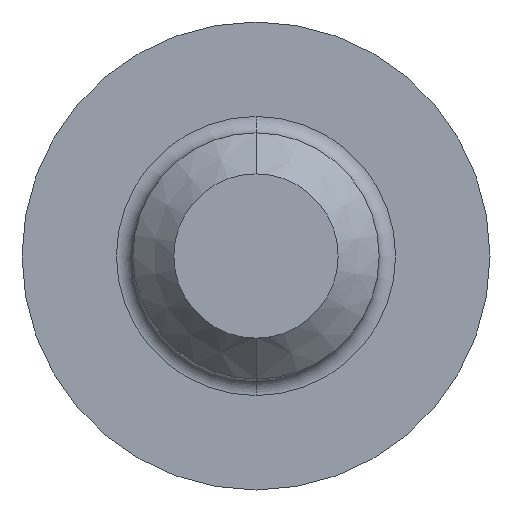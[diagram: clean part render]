
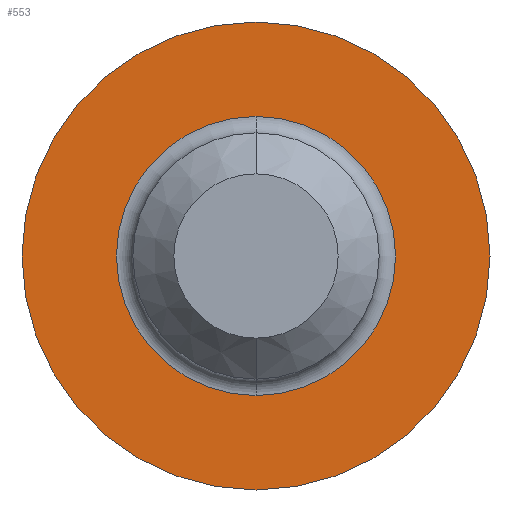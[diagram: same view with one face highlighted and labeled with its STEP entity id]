
A CAD part, front view. The second image highlights one B-rep face of the part: STEP entity #553.
In plain terms, the highlighted planar face has unit normal (0, -1, 0).
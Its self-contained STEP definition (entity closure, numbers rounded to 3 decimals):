
#59 = DIRECTION ( 'NONE',  ( 0., -1., 0. ) ) ;
#92 = FACE_OUTER_BOUND ( 'NONE', #294, .T. ) ;
#93 = FACE_BOUND ( 'NONE', #221, .T. ) ;
#99 = CARTESIAN_POINT ( 'NONE',  ( 0., 0., 0. ) ) ;
#108 = DIRECTION ( 'NONE',  ( 0., 0., -1. ) ) ;
#113 = CIRCLE ( 'NONE', #220, 1.7 ) ;
#124 = CIRCLE ( 'NONE', #302, 1.7 ) ;
#163 = AXIS2_PLACEMENT_3D ( 'NONE', #561, #569, #570 ) ;
#208 = DIRECTION ( 'NONE',  ( 0., 0., -1. ) ) ;
#215 = ORIENTED_EDGE ( 'NONE', *, *, #229, .T. ) ;
#216 = EDGE_CURVE ( 'NONE', #460, #562, #124, .T. ) ;
#217 = VERTEX_POINT ( 'NONE', #330 ) ;
#220 = AXIS2_PLACEMENT_3D ( 'NONE', #604, #605, #607 ) ;
#221 = EDGE_LOOP ( 'NONE', ( #299, #588 ) ) ;
#229 = EDGE_CURVE ( 'NONE', #217, #403, #496, .T. ) ;
#294 = EDGE_LOOP ( 'NONE', ( #215, #296 ) ) ;
#295 = CARTESIAN_POINT ( 'NONE',  ( 0., 0., 0. ) ) ;
#296 = ORIENTED_EDGE ( 'NONE', *, *, #615, .T. ) ;
#297 = DIRECTION ( 'NONE',  ( 0., -1., 0. ) ) ;
#299 = ORIENTED_EDGE ( 'NONE', *, *, #572, .T. ) ;
#302 = AXIS2_PLACEMENT_3D ( 'NONE', #634, #635, #637 ) ;
#330 = CARTESIAN_POINT ( 'NONE',  ( 0., 0., -2.85 ) ) ;
#342 = CARTESIAN_POINT ( 'NONE',  ( 0., 0., 2.85 ) ) ;
#403 = VERTEX_POINT ( 'NONE', #342 ) ;
#423 = AXIS2_PLACEMENT_3D ( 'NONE', #295, #297, #208 ) ;
#429 = AXIS2_PLACEMENT_3D ( 'NONE', #99, #59, #108 ) ;
#449 = CARTESIAN_POINT ( 'NONE',  ( 0., 0., 1.7 ) ) ;
#460 = VERTEX_POINT ( 'NONE', #449 ) ;
#496 = CIRCLE ( 'NONE', #423, 2.85 ) ;
#526 = CIRCLE ( 'NONE', #429, 2.85 ) ;
#553 = ADVANCED_FACE ( 'NONE', ( #93, #92 ), #566, .T. ) ;
#561 = CARTESIAN_POINT ( 'NONE',  ( 0., 0., 0. ) ) ;
#562 = VERTEX_POINT ( 'NONE', #580 ) ;
#566 = PLANE ( 'NONE',  #163 ) ;
#569 = DIRECTION ( 'NONE',  ( 0., -1., 0. ) ) ;
#570 = DIRECTION ( 'NONE',  ( 0., 0., -1. ) ) ;
#572 = EDGE_CURVE ( 'NONE', #562, #460, #113, .T. ) ;
#580 = CARTESIAN_POINT ( 'NONE',  ( 0., 0., -1.7 ) ) ;
#588 = ORIENTED_EDGE ( 'NONE', *, *, #216, .T. ) ;
#604 = CARTESIAN_POINT ( 'NONE',  ( 0., 0., 0. ) ) ;
#605 = DIRECTION ( 'NONE',  ( 0., 1., 0. ) ) ;
#607 = DIRECTION ( 'NONE',  ( 0., 0., -1. ) ) ;
#615 = EDGE_CURVE ( 'NONE', #403, #217, #526, .T. ) ;
#634 = CARTESIAN_POINT ( 'NONE',  ( 0., 0., 0. ) ) ;
#635 = DIRECTION ( 'NONE',  ( 0., 1., 0. ) ) ;
#637 = DIRECTION ( 'NONE',  ( 0., 0., -1. ) ) ;
